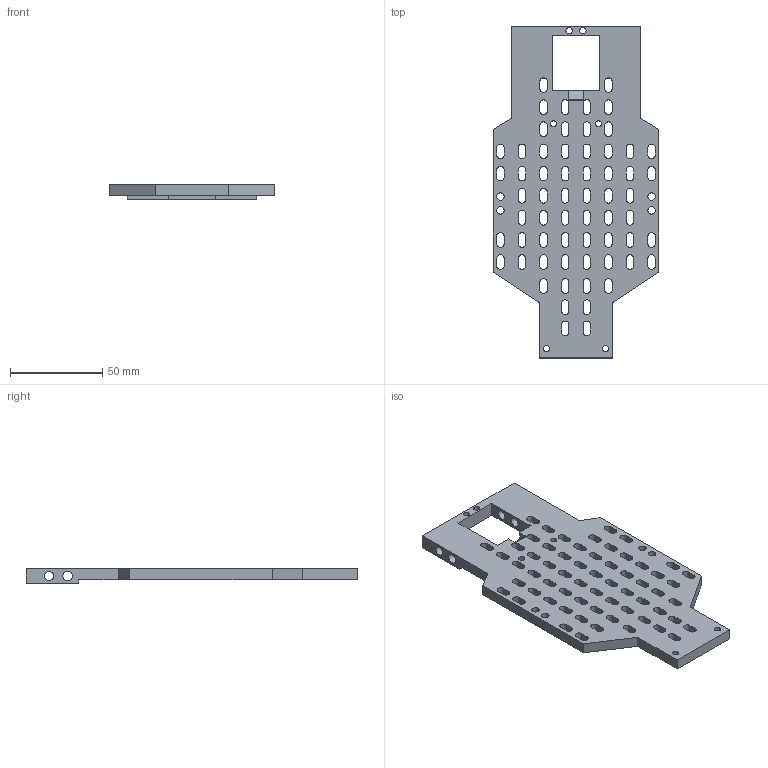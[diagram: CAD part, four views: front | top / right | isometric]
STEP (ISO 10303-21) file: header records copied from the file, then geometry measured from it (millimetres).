
FILE_DESCRIPTION(/* description */ (''),/* implementation_level */ '2;1');
FILE_NAME(/* name */ 'mainBase.step',/* time_stamp */ '2025-11-05T00:12:41-04:00',/* author */ (''),/* organization */ (''),/* preprocessor_version */ 'ST-DEVELOPER v20.1',/* originating_system */ 'Autodesk Translation Framework v14.17.0.0',/* authorisation */ '');
FILE_SCHEMA (('AUTOMOTIVE_DESIGN { 1 0 10303 214 3 1 1 }'));
Length unit declared in the file: millimetre
Products named in the file (1): 2025-10-26-19-00-16-311
Bounding box: 90 x 180 x 8 mm (x, y, z)
Volume: 64277.6 mm3; surface area: 34982 mm2
Topology: 1 solids, 1 shells, 293 faces, 878 edges, 584 vertices
Faces by surface type: plane 154, cylinder 139
Full cylindrical faces by diameter (mm): 3.3 x2, 3.4 x3, 4 x4, 5 x2, 5.2 x2
Entity records: 10283 total; most frequent: ORIENTED_EDGE 1756, CARTESIAN_POINT 1756, DIRECTION 1748, EDGE_CURVE 878, LINE 596, VECTOR 596, VERTEX_POINT 584, AXIS2_PLACEMENT_3D 576
